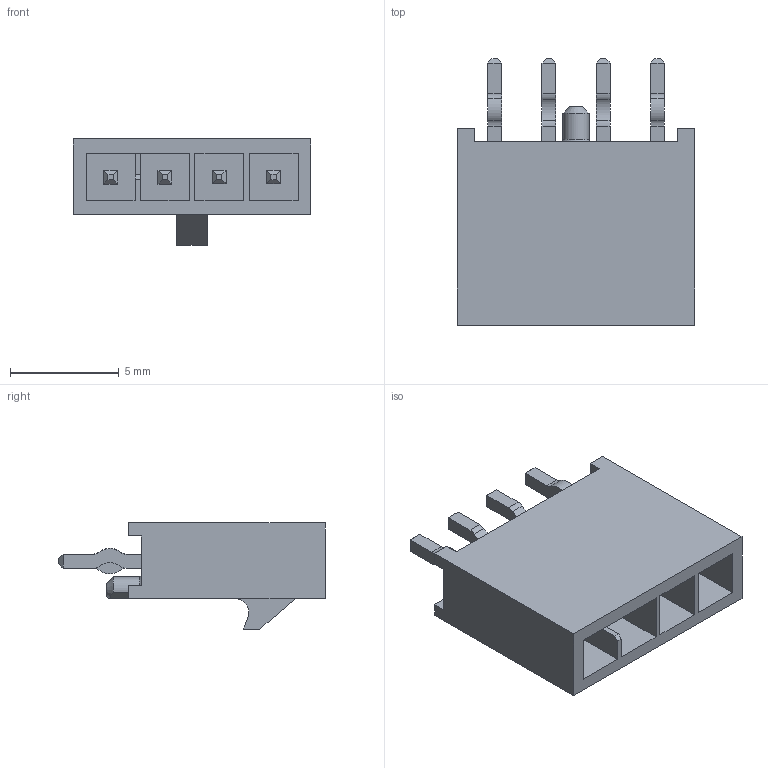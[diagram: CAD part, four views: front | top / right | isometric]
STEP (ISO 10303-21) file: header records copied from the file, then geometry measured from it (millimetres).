
FILE_DESCRIPTION(/* description */ ('Unknown'),/* implementation_level */ '2;1');
FILE_NAME(/* name */ '626004120101',/* time_stamp */ '2023-11-10T11:54:06+01:00',/* author */ ('Unknown'),/* organization */ ('Unknown'),/* preprocessor_version */ 'ST-DEVELOPER v18.102',/* originating_system */ 'Solid Edge',/* authorisation */ 'Unknown');
FILE_SCHEMA (('AUTOMOTIVE_DESIGN {1 0 10303 214 3 1 1}'));
Length unit declared in the file: millimetre
Products named in the file (3): 6260xx120101; 626004120101; 6260xx120101_PIN2
Assembly tree (5 placements, depth 2):
  6260xx120101
    626004120101
    6260xx120101_PIN2  x4
Bounding box: 10.94 x 12.26 x 4.88 mm (x, y, z)
Volume: 197.6 mm3; surface area: 720.8 mm2
Topology: 5 solids, 5 shells, 181 faces, 454 edges, 292 vertices
Faces by surface type: plane 153, cylinder 26, cone 1, torus 1
Entity records: 3553 total; most frequent: CARTESIAN_POINT 627, ORIENTED_EDGE 592, DIRECTION 551, EDGE_CURVE 296, LINE 273, VECTOR 273, VERTEX_POINT 195, AXIS2_PLACEMENT_3D 139
